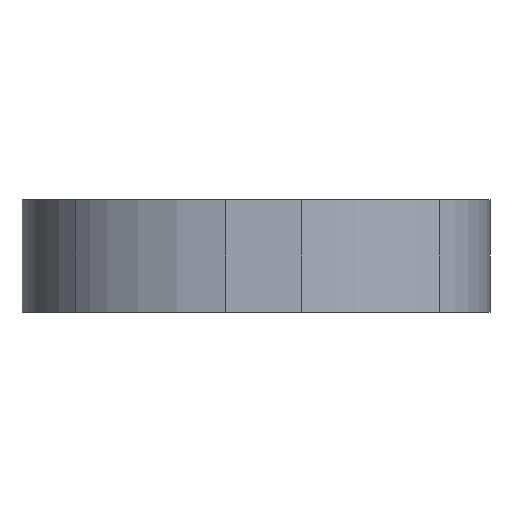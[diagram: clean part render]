
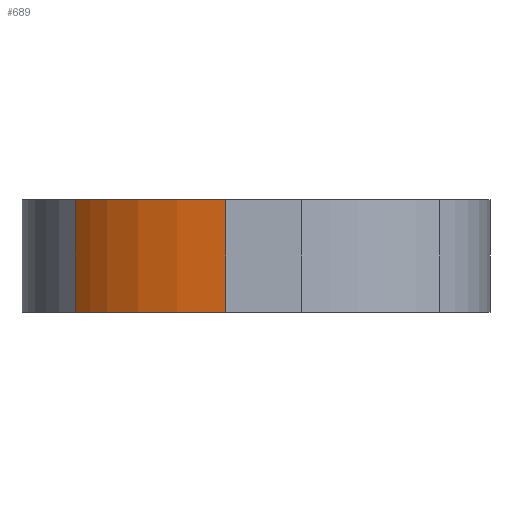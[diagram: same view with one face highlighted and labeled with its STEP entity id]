
A CAD part, front view. The second image highlights one B-rep face of the part: STEP entity #689.
In plain terms, the highlighted free-form (B-spline) face has degree [3, 1] with [4, 2] control points.
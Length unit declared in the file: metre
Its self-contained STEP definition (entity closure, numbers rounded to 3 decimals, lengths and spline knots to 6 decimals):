
#58=LINE('',#1009,#110);
#59=LINE('',#1026,#111);
#110=VECTOR('',#783,1.);
#111=VECTOR('',#784,1.);
#181=ORIENTED_EDGE('',*,*,#391,.T.);
#182=ORIENTED_EDGE('',*,*,#390,.F.);
#183=ORIENTED_EDGE('',*,*,#392,.F.);
#184=ORIENTED_EDGE('',*,*,#393,.T.);
#390=EDGE_CURVE('',#492,#491,#58,.T.);
#391=EDGE_CURVE('',#493,#491,#561,.T.);
#392=EDGE_CURVE('',#494,#492,#562,.T.);
#393=EDGE_CURVE('',#494,#493,#59,.T.);
#491=VERTEX_POINT('',#1004);
#492=VERTEX_POINT('',#1008);
#493=VERTEX_POINT('',#1021);
#494=VERTEX_POINT('',#1025);
#561=B_SPLINE_CURVE_WITH_KNOTS('',2,(#1018,#1019,#1020),.UNSPECIFIED.,.F.,
 .F.,(3,3),(0.,1.),.PIECEWISE_BEZIER_KNOTS.);
#562=B_SPLINE_CURVE_WITH_KNOTS('',2,(#1022,#1023,#1024),.UNSPECIFIED.,.F.,
 .F.,(3,3),(0.,1.),.PIECEWISE_BEZIER_KNOTS.);
#594=EDGE_LOOP('',(#181,#182,#183,#184));
#632=FACE_BOUND('',#594,.T.);
#669=B_SPLINE_SURFACE_WITH_KNOTS('',3,1,((#1010,#1011),(#1012,#1013),(#1014,
#1015),(#1016,#1017)),.SURF_OF_LINEAR_EXTRUSION.,.F.,.F.,.F.,(4,4),(2,2),
(0.,1.),(0.,1.),.PIECEWISE_BEZIER_KNOTS.);
#689=ADVANCED_FACE('',(#632),#669,.F.);
#783=DIRECTION('',(0.,0.,1.));
#784=DIRECTION('',(0.,0.,1.));
#1004=CARTESIAN_POINT('',(0.138933,-0.008597,0.0095));
#1008=CARTESIAN_POINT('',(0.138933,-0.008597,0.0089));
#1009=CARTESIAN_POINT('',(0.138933,-0.008597,0.0089));
#1010=CARTESIAN_POINT('',(0.139735,-0.008965,0.0089));
#1011=CARTESIAN_POINT('',(0.139735,-0.008965,0.0095));
#1012=CARTESIAN_POINT('',(0.13939,-0.008928,0.0089));
#1013=CARTESIAN_POINT('',(0.13939,-0.008928,0.0095));
#1014=CARTESIAN_POINT('',(0.139123,-0.008805,0.0089));
#1015=CARTESIAN_POINT('',(0.139123,-0.008805,0.0095));
#1016=CARTESIAN_POINT('',(0.138933,-0.008597,0.0089));
#1017=CARTESIAN_POINT('',(0.138933,-0.008597,0.0095));
#1018=CARTESIAN_POINT('',(0.139735,-0.008965,0.0095));
#1019=CARTESIAN_POINT('',(0.139218,-0.008909,0.0095));
#1020=CARTESIAN_POINT('',(0.138933,-0.008597,0.0095));
#1021=CARTESIAN_POINT('',(0.139735,-0.008965,0.0095));
#1022=CARTESIAN_POINT('',(0.139735,-0.008965,0.0089));
#1023=CARTESIAN_POINT('',(0.139218,-0.008909,0.0089));
#1024=CARTESIAN_POINT('',(0.138933,-0.008597,0.0089));
#1025=CARTESIAN_POINT('',(0.139735,-0.008965,0.0089));
#1026=CARTESIAN_POINT('',(0.139735,-0.008965,0.0089));
